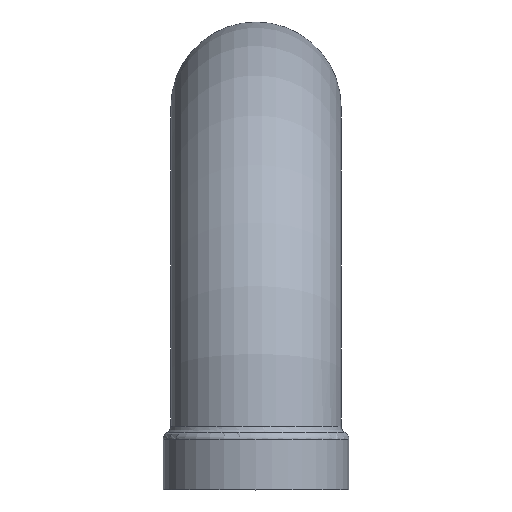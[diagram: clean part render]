
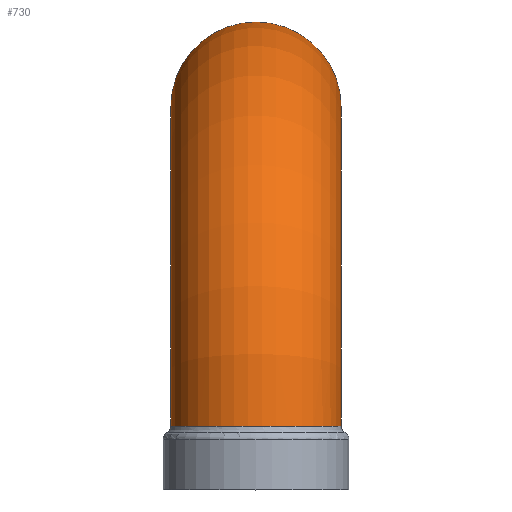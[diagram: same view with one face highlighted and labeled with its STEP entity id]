
A CAD part, top view. The second image highlights one B-rep face of the part: STEP entity #730.
In plain terms, the highlighted toroidal (fillet/blend) face has major radius 42 mm and minor radius 11 mm.
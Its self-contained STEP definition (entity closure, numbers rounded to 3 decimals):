
#49=CARTESIAN_POINT('Vertex',(11.,42.,0.)) ;
#56=CARTESIAN_POINT('Vertex',(-11.,42.,0.)) ;
#76=CARTESIAN_POINT('Axis2P3D Location',(0.,42.,0.)) ;
#407=CARTESIAN_POINT('Vertex',(-11.,0.732,41.999)) ;
#411=CARTESIAN_POINT('Control Point',(-11.,0.732,41.999)) ;
#412=CARTESIAN_POINT('Control Point',(-11.,0.732,41.998)) ;
#413=CARTESIAN_POINT('Control Point',(-11.,0.732,41.997)) ;
#414=CARTESIAN_POINT('Control Point',(-11.,0.732,41.996)) ;
#415=CARTESIAN_POINT('Control Point',(-11.,0.732,41.995)) ;
#416=CARTESIAN_POINT('Control Point',(-11.,0.732,41.994)) ;
#417=CARTESIAN_POINT('Vertex',(-11.,0.732,41.994)) ;
#505=CARTESIAN_POINT('Vertex',(11.,0.732,41.994)) ;
#542=CARTESIAN_POINT('Control Point',(11.,0.732,41.994)) ;
#543=CARTESIAN_POINT('Control Point',(11.,0.732,41.995)) ;
#544=CARTESIAN_POINT('Control Point',(11.,0.732,41.996)) ;
#545=CARTESIAN_POINT('Control Point',(11.,0.732,41.997)) ;
#546=CARTESIAN_POINT('Control Point',(11.,0.732,41.998)) ;
#547=CARTESIAN_POINT('Control Point',(11.,0.732,41.999)) ;
#548=CARTESIAN_POINT('Vertex',(11.,0.732,41.999)) ;
#639=CARTESIAN_POINT('Control Point',(11.,0.732,41.999)) ;
#640=CARTESIAN_POINT('Control Point',(10.999,0.729,44.626)) ;
#641=CARTESIAN_POINT('Control Point',(10.213,0.726,47.253)) ;
#642=CARTESIAN_POINT('Control Point',(8.645,0.724,49.56)) ;
#643=CARTESIAN_POINT('Control Point',(4.451,0.721,52.863)) ;
#644=CARTESIAN_POINT('Control Point',(-0.838,0.721,53.401)) ;
#645=CARTESIAN_POINT('Control Point',(-3.419,0.721,52.908)) ;
#646=CARTESIAN_POINT('Control Point',(-7.373,0.723,50.858)) ;
#647=CARTESIAN_POINT('Control Point',(-9.898,0.726,47.286)) ;
#648=CARTESIAN_POINT('Control Point',(-10.632,0.728,45.591)) ;
#649=CARTESIAN_POINT('Control Point',(-10.999,0.73,43.796)) ;
#650=CARTESIAN_POINT('Control Point',(-11.,0.732,41.999)) ;
#707=CARTESIAN_POINT('Axis2P3D Location',(0.,0.,0.)) ;
#712=CARTESIAN_POINT('Axis2P3D Location',(11.,0.,0.)) ;
#717=CARTESIAN_POINT('Axis2P3D Location',(-11.,0.,0.)) ;
#77=DIRECTION('Axis2P3D Direction',(0.,0.,1.)) ;
#708=DIRECTION('Axis2P3D Direction',(1.,0.,0.)) ;
#709=DIRECTION('Axis2P3D XDirection',(0.,1.,0.)) ;
#713=DIRECTION('Axis2P3D Direction',(1.,0.,0.)) ;
#718=DIRECTION('Axis2P3D Direction',(1.,0.,0.)) ;
#78=AXIS2_PLACEMENT_3D('Circle Axis2P3D',#76,#77,$) ;
#710=AXIS2_PLACEMENT_3D('Torus Axis2P3D',#707,#708,#709) ;
#714=AXIS2_PLACEMENT_3D('Circle Axis2P3D',#712,#713,$) ;
#719=AXIS2_PLACEMENT_3D('Circle Axis2P3D',#717,#718,$) ;
#79=CIRCLE('generated circle',#78,11.) ;
#715=CIRCLE('generated circle',#714,42.) ;
#720=CIRCLE('generated circle',#719,42.) ;
#711=TOROIDAL_SURFACE('homeo Torus',#710,42.,11.) ;
#80=EDGE_CURVE('',#50,#57,#79,.T.) ;
#419=EDGE_CURVE('',#418,#408,#410,.F.) ;
#550=EDGE_CURVE('',#549,#506,#541,.F.) ;
#651=EDGE_CURVE('',#408,#549,#638,.F.) ;
#716=EDGE_CURVE('',#50,#506,#715,.T.) ;
#721=EDGE_CURVE('',#57,#418,#720,.T.) ;
#723=ORIENTED_EDGE('',*,*,#716,.F.) ;
#724=ORIENTED_EDGE('',*,*,#80,.T.) ;
#725=ORIENTED_EDGE('',*,*,#721,.T.) ;
#726=ORIENTED_EDGE('',*,*,#419,.T.) ;
#727=ORIENTED_EDGE('',*,*,#651,.T.) ;
#728=ORIENTED_EDGE('',*,*,#550,.T.) ;
#722=EDGE_LOOP('',(#723,#724,#725,#726,#727,#728)) ;
#50=VERTEX_POINT('',#49) ;
#57=VERTEX_POINT('',#56) ;
#408=VERTEX_POINT('',#407) ;
#418=VERTEX_POINT('',#417) ;
#506=VERTEX_POINT('',#505) ;
#549=VERTEX_POINT('',#548) ;
#730=ADVANCED_FACE('PartBody',(#729),#711,.T.) ;
#410=B_SPLINE_CURVE_WITH_KNOTS('',5,(#411,#412,#413,#414,#415,#416),.UNSPECIFIED.,.F.,.U.,(6,6),(24.441,24.449),.UNSPECIFIED.) ;
#541=B_SPLINE_CURVE_WITH_KNOTS('',5,(#542,#543,#544,#545,#546,#547),.UNSPECIFIED.,.F.,.U.,(6,6),(0.,0.008),.UNSPECIFIED.) ;
#638=B_SPLINE_CURVE_WITH_KNOTS('',5,(#639,#640,#641,#642,#643,#644,#645,#646,#647,#648,#649,#650),.UNSPECIFIED.,.F.,.U.,(6,3,3,6),(0.008,18.583,36.187,48.894),.UNSPECIFIED.) ;
#729=FACE_OUTER_BOUND('',#722,.T.) ;
